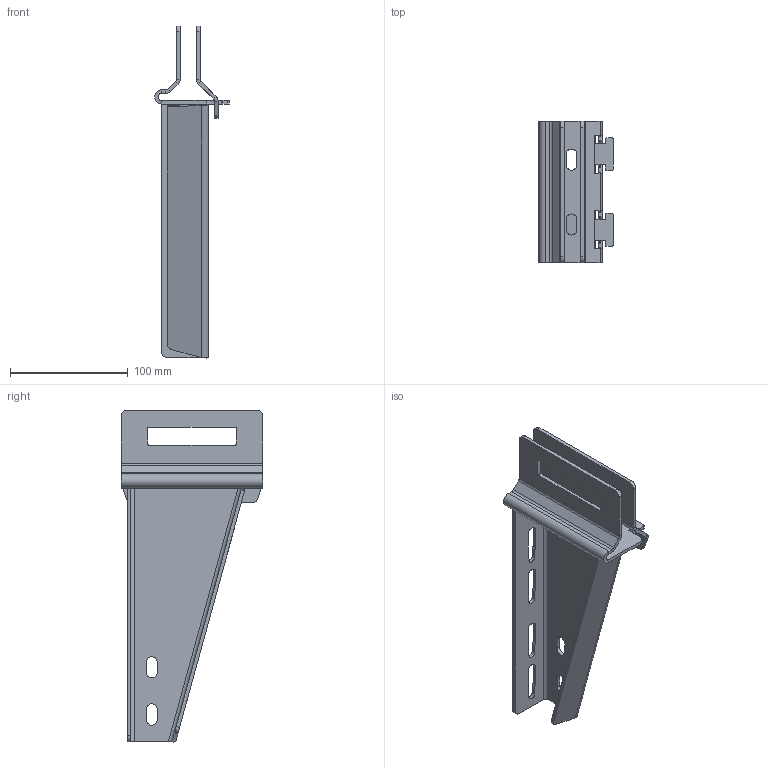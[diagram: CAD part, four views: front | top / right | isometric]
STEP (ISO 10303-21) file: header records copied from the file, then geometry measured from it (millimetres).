
FILE_DESCRIPTION((''),'2;1');
FILE_NAME('721320_ASM','2019-03-22T12:36:40',('tomasz.grudniewski'),(''),'CREO PARAMETRIC BY PTC INC, 2018400','CREO PARAMETRIC BY PTC INC, 2018400','');
FILE_SCHEMA(('CONFIG_CONTROL_DESIGN'));
Length unit declared in the file: millimetre
Products named in the file (4): PODG__120_Z1_PRT; PODG_WMCH120_PRT; WWKH200_PRT; 721320_ASM
Assembly tree (3 placements, depth 2):
  721320_ASM
    PODG__120_Z1_PRT
    PODG_WMCH120_PRT
    WWKH200_PRT
Bounding box: 63.28 x 120 x 281.45 mm (x, y, z)
Volume: 148026.1 mm3; surface area: 106812.6 mm2
Topology: 3 solids, 3 shells, 219 faces, 579 edges, 362 vertices
Faces by surface type: plane 126, cylinder 86, bspline 7
Entity records: 7061 total; most frequent: CARTESIAN_POINT 1418, DIRECTION 1169, ORIENTED_EDGE 1158, EDGE_CURVE 579, VECTOR 399, LINE 399, AXIS2_PLACEMENT_3D 385, VERTEX_POINT 362
